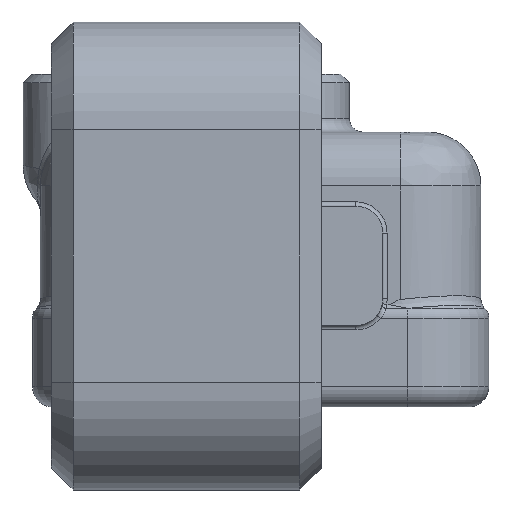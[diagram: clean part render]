
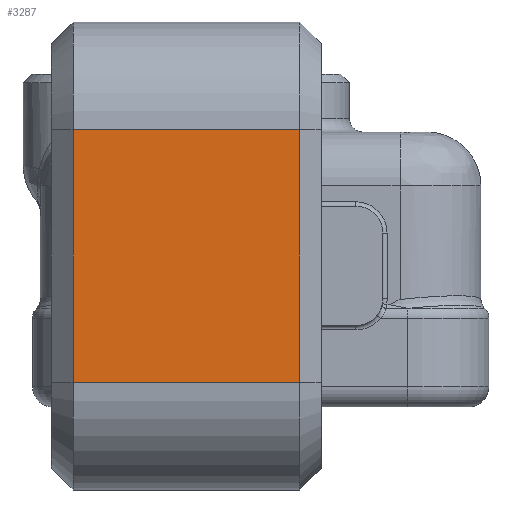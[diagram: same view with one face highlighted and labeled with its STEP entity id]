
A CAD part, left-side view. The second image highlights one B-rep face of the part: STEP entity #3287.
In plain terms, the highlighted planar face has unit normal (-1, 0, 0).
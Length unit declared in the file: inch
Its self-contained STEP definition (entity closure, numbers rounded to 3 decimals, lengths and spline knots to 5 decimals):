
#103=PLANE('',#3638);
#358=LINE('',#6552,#589);
#365=LINE('',#6570,#596);
#369=LINE('',#6580,#600);
#370=LINE('',#6582,#601);
#589=VECTOR('',#4464,0.3937);
#596=VECTOR('',#4485,0.3937);
#600=VECTOR('',#4499,0.3937);
#601=VECTOR('',#4502,0.3937);
#862=FACE_OUTER_BOUND('',#1072,.T.);
#1072=EDGE_LOOP('',(#2981,#2982,#2983,#2984));
#1605=VERTEX_POINT('',#6546);
#1606=VERTEX_POINT('',#6550);
#1609=VERTEX_POINT('',#6564);
#1610=VERTEX_POINT('',#6568);
#2063=EDGE_CURVE('',#1605,#1606,#358,.T.);
#2072=EDGE_CURVE('',#1609,#1610,#365,.T.);
#2077=EDGE_CURVE('',#1605,#1610,#369,.T.);
#2078=EDGE_CURVE('',#1606,#1609,#370,.T.);
#2981=ORIENTED_EDGE('',*,*,#2063,.F.);
#2982=ORIENTED_EDGE('',*,*,#2077,.T.);
#2983=ORIENTED_EDGE('',*,*,#2072,.F.);
#2984=ORIENTED_EDGE('',*,*,#2078,.F.);
#3287=ADVANCED_FACE('',(#862),#103,.T.);
#3638=AXIS2_PLACEMENT_3D('',#6581,#4500,#4501);
#4464=DIRECTION('',(0.,0.,-1.));
#4485=DIRECTION('',(0.,0.,1.));
#4499=DIRECTION('',(0.,1.,0.));
#4500=DIRECTION('center_axis',(-1.,0.,0.));
#4501=DIRECTION('ref_axis',(0.,0.,1.));
#4502=DIRECTION('',(0.,1.,0.));
#6546=CARTESIAN_POINT('',(-0.4215,0.8405,0.01));
#6550=CARTESIAN_POINT('',(-0.4215,0.8405,-1.159));
#6552=CARTESIAN_POINT('',(-0.4215,0.8405,-0.86675));
#6564=CARTESIAN_POINT('',(-0.4215,1.8905,-1.159));
#6568=CARTESIAN_POINT('',(-0.4215,1.8905,0.01));
#6570=CARTESIAN_POINT('',(-0.4215,1.8905,-0.86675));
#6580=CARTESIAN_POINT('',(-0.4215,1.3655,0.01));
#6581=CARTESIAN_POINT('Origin',(-0.4215,1.3655,-1.159));
#6582=CARTESIAN_POINT('',(-0.4215,1.3655,-1.159));
